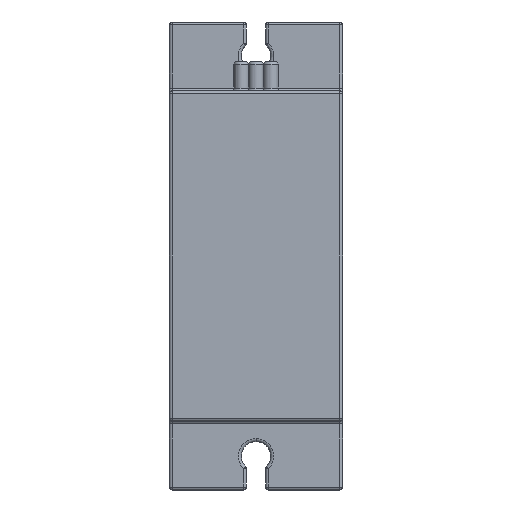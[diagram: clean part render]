
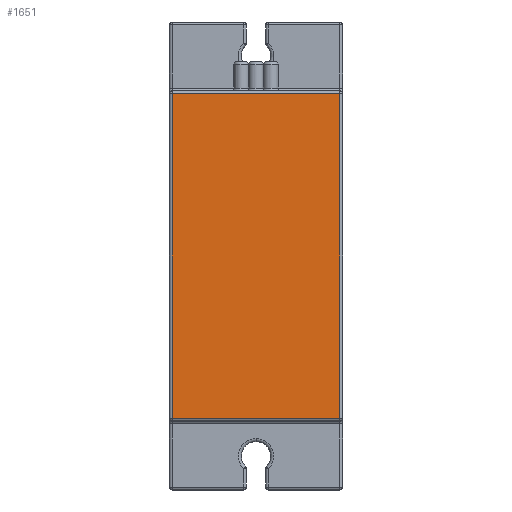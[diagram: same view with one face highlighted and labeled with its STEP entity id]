
A CAD part, front view. The second image highlights one B-rep face of the part: STEP entity #1651.
In plain terms, the highlighted planar face has unit normal (0, -1, 0).
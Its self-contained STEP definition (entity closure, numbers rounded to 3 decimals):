
#378 = DIRECTION ( 'NONE',  ( 1., 0., 0. ) ) ;
#419 = CARTESIAN_POINT ( 'NONE',  ( 0.2, 0., -0.2 ) ) ;
#700 = CARTESIAN_POINT ( 'NONE',  ( 11.6, 0., -22.5 ) ) ;
#1605 = DIRECTION ( 'NONE',  ( 0., 0., 1. ) ) ;
#1617 = FACE_OUTER_BOUND ( 'NONE', #12576, .T. ) ;
#1651 = ADVANCED_FACE ( 'NONE', ( #1617 ), #5668, .F. ) ;
#1802 = EDGE_CURVE ( 'NONE', #11683, #10114, #4773, .T. ) ;
#2668 = VECTOR ( 'NONE', #11553, 1000. ) ;
#2897 = ORIENTED_EDGE ( 'NONE', *, *, #11884, .T. ) ;
#3542 = CARTESIAN_POINT ( 'NONE',  ( 0.2, 0., -22.3 ) ) ;
#3564 = CARTESIAN_POINT ( 'NONE',  ( 11.6, 0., -22.3 ) ) ;
#3618 = ORIENTED_EDGE ( 'NONE', *, *, #10157, .T. ) ;
#4204 = ORIENTED_EDGE ( 'NONE', *, *, #8790, .T. ) ;
#4550 = CARTESIAN_POINT ( 'NONE',  ( 11.8, 0., -0.2 ) ) ;
#4654 = LINE ( 'NONE', #700, #12886 ) ;
#4713 = CARTESIAN_POINT ( 'NONE',  ( 0.2, 0., -22.5 ) ) ;
#4773 = LINE ( 'NONE', #4713, #6766 ) ;
#5668 = PLANE ( 'NONE',  #8204 ) ;
#5737 = CARTESIAN_POINT ( 'NONE',  ( 11.8, 0., -22.5 ) ) ;
#6766 = VECTOR ( 'NONE', #7948, 1000. ) ;
#6794 = DIRECTION ( 'NONE',  ( 0., 0., 1. ) ) ;
#7785 = ORIENTED_EDGE ( 'NONE', *, *, #1802, .T. ) ;
#7948 = DIRECTION ( 'NONE',  ( 0., 0., -1. ) ) ;
#8204 = AXIS2_PLACEMENT_3D ( 'NONE', #5737, #11789, #6794 ) ;
#8675 = CARTESIAN_POINT ( 'NONE',  ( 11.6, 0., -0.2 ) ) ;
#8790 = EDGE_CURVE ( 'NONE', #9809, #11027, #4654, .T. ) ;
#9348 = LINE ( 'NONE', #10489, #12469 ) ;
#9809 = VERTEX_POINT ( 'NONE', #3564 ) ;
#10114 = VERTEX_POINT ( 'NONE', #3542 ) ;
#10157 = EDGE_CURVE ( 'NONE', #10114, #9809, #9348, .T. ) ;
#10489 = CARTESIAN_POINT ( 'NONE',  ( 11.8, 0., -22.3 ) ) ;
#11027 = VERTEX_POINT ( 'NONE', #8675 ) ;
#11553 = DIRECTION ( 'NONE',  ( -1., 0., 0. ) ) ;
#11683 = VERTEX_POINT ( 'NONE', #419 ) ;
#11789 = DIRECTION ( 'NONE',  ( 0., 1., 0. ) ) ;
#11884 = EDGE_CURVE ( 'NONE', #11027, #11683, #12538, .T. ) ;
#12469 = VECTOR ( 'NONE', #378, 1000. ) ;
#12538 = LINE ( 'NONE', #4550, #2668 ) ;
#12576 = EDGE_LOOP ( 'NONE', ( #3618, #4204, #2897, #7785 ) ) ;
#12886 = VECTOR ( 'NONE', #1605, 1000. ) ;
